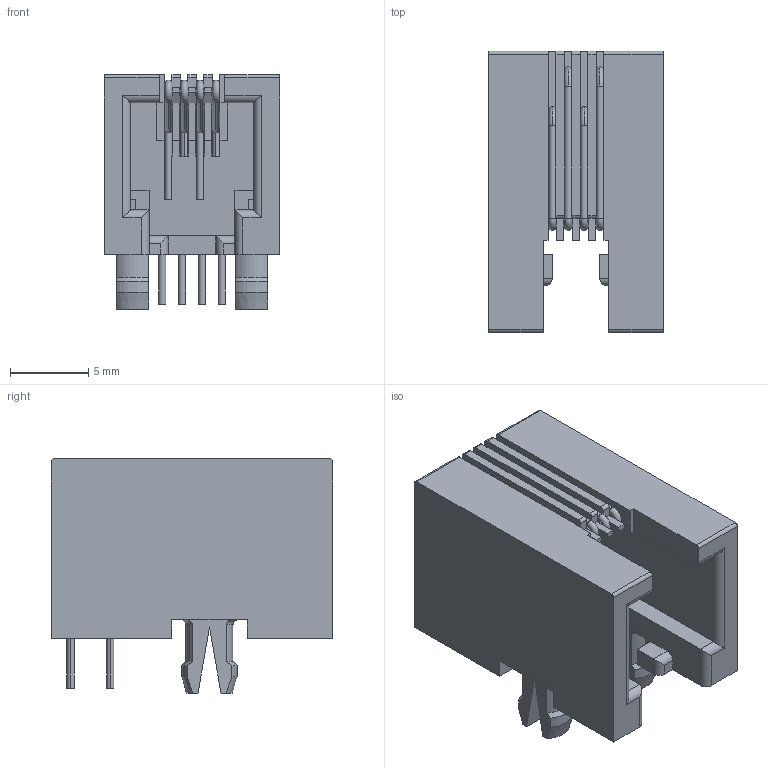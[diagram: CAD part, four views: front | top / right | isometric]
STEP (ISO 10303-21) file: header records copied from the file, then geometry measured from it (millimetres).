
FILE_DESCRIPTION (( 'STEP AP203' ), '1' );
FILE_NAME ('TJ4-4P4C.STEP', '2025-05-28T12:08:47', ( '' ), ( '' ), 'SwSTEP 2.0', 'SolidWorks 2024', '' );
FILE_SCHEMA (( 'CONFIG_CONTROL_DESIGN' ));
Length unit declared in the file: millimetre
Products named in the file (1): TJ4-4P4C
Bounding box: 11.2 x 18 x 15 mm (x, y, z)
Volume: 1284.3 mm3; surface area: 2037.5 mm2
Topology: 5 solids, 5 shells, 255 faces, 713 edges, 468 vertices
Faces by surface type: plane 163, cylinder 68, torus 16, cone 8
Entity records: 8388 total; most frequent: CARTESIAN_POINT 1677, ORIENTED_EDGE 1426, DIRECTION 1345, EDGE_CURVE 713, VECTOR 513, LINE 513, VERTEX_POINT 468, AXIS2_PLACEMENT_3D 416
